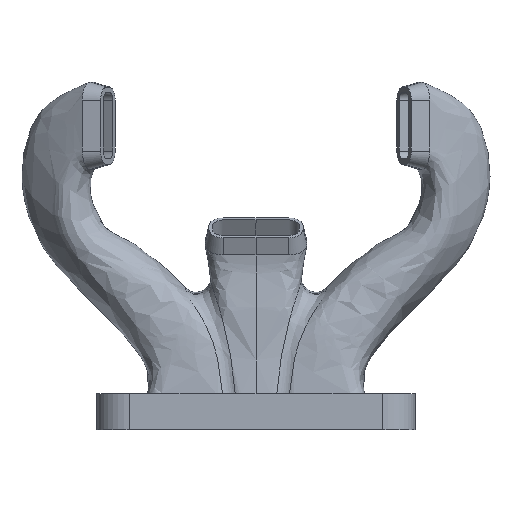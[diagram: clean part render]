
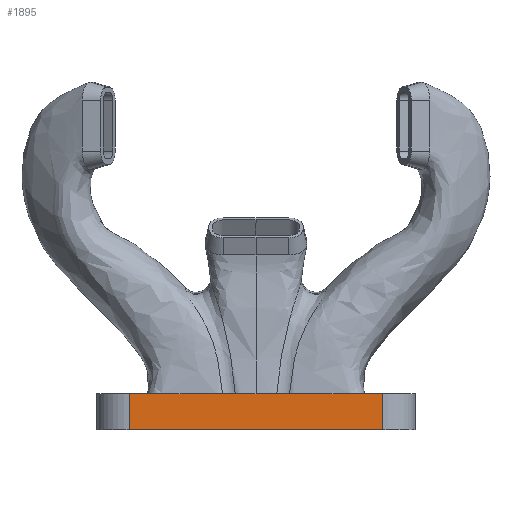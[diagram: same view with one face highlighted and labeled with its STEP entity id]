
A CAD part, front view. The second image highlights one B-rep face of the part: STEP entity #1895.
In plain terms, the highlighted planar face has unit normal (0, -1, 0).
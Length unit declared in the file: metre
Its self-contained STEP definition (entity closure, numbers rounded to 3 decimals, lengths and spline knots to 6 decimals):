
#62=LINE('',#3411,#186);
#68=LINE('',#3814,#192);
#69=LINE('',#3816,#193);
#70=LINE('',#3823,#194);
#71=LINE('',#3835,#195);
#72=LINE('',#3842,#196);
#73=LINE('',#3844,#197);
#186=VECTOR('',#2093,1.);
#192=VECTOR('',#2109,1.);
#193=VECTOR('',#2110,1.);
#194=VECTOR('',#2111,1.);
#195=VECTOR('',#2112,1.);
#196=VECTOR('',#2113,1.);
#197=VECTOR('',#2114,1.);
#336=ORIENTED_EDGE('',*,*,#925,.T.);
#337=ORIENTED_EDGE('',*,*,#936,.F.);
#338=ORIENTED_EDGE('',*,*,#937,.T.);
#339=ORIENTED_EDGE('',*,*,#938,.T.);
#340=ORIENTED_EDGE('',*,*,#939,.T.);
#341=ORIENTED_EDGE('',*,*,#940,.T.);
#342=ORIENTED_EDGE('',*,*,#941,.F.);
#343=ORIENTED_EDGE('',*,*,#942,.F.);
#344=ORIENTED_EDGE('',*,*,#943,.F.);
#345=ORIENTED_EDGE('',*,*,#944,.F.);
#346=ORIENTED_EDGE('',*,*,#945,.T.);
#925=EDGE_CURVE('',#1226,#1224,#62,.T.);
#936=EDGE_CURVE('',#1236,#1224,#68,.T.);
#937=EDGE_CURVE('',#1236,#1237,#69,.T.);
#938=EDGE_CURVE('',#1237,#1238,#1428,.F.);
#939=EDGE_CURVE('',#1238,#1239,#70,.T.);
#940=EDGE_CURVE('',#1239,#1240,#1429,.F.);
#941=EDGE_CURVE('',#1241,#1240,#1430,.F.);
#942=EDGE_CURVE('',#1242,#1241,#71,.T.);
#943=EDGE_CURVE('',#1243,#1242,#1431,.F.);
#944=EDGE_CURVE('',#1244,#1243,#72,.T.);
#945=EDGE_CURVE('',#1244,#1226,#73,.T.);
#1224=VERTEX_POINT('',#3409);
#1226=VERTEX_POINT('',#3412);
#1236=VERTEX_POINT('',#3815);
#1237=VERTEX_POINT('',#3817);
#1238=VERTEX_POINT('',#3822);
#1239=VERTEX_POINT('',#3824);
#1240=VERTEX_POINT('',#3829);
#1241=VERTEX_POINT('',#3834);
#1242=VERTEX_POINT('',#3836);
#1243=VERTEX_POINT('',#3841);
#1244=VERTEX_POINT('',#3843);
#1428=B_SPLINE_CURVE_WITH_KNOTS('',3,(#3818,#3819,#3820,#3821),
 .UNSPECIFIED.,.F.,.F.,(4,4),(0.,1.),.UNSPECIFIED.);
#1429=B_SPLINE_CURVE_WITH_KNOTS('',3,(#3825,#3826,#3827,#3828),
 .UNSPECIFIED.,.F.,.F.,(4,4),(0.,1.),.UNSPECIFIED.);
#1430=B_SPLINE_CURVE_WITH_KNOTS('',3,(#3830,#3831,#3832,#3833),
 .UNSPECIFIED.,.F.,.F.,(4,4),(0.,1.),.UNSPECIFIED.);
#1431=B_SPLINE_CURVE_WITH_KNOTS('',3,(#3837,#3838,#3839,#3840),
 .UNSPECIFIED.,.F.,.F.,(4,4),(0.,1.),.UNSPECIFIED.);
#1596=EDGE_LOOP('',(#336,#337,#338,#339,#340,#341,#342,#343,#344,#345,#346));
#1720=FACE_BOUND('',#1596,.T.);
#1839=PLANE('',#2020);
#1895=ADVANCED_FACE('',(#1720),#1839,.F.);
#2020=AXIS2_PLACEMENT_3D('',#3813,#2107,#2108);
#2093=DIRECTION('',(1.,0.,0.));
#2107=DIRECTION('',(0.,1.,0.));
#2108=DIRECTION('',(0.,0.,1.));
#2109=DIRECTION('',(0.,0.,-1.));
#2110=DIRECTION('',(-1.,0.,0.));
#2111=DIRECTION('',(-1.,0.,0.));
#2112=DIRECTION('',(1.,0.,0.));
#2113=DIRECTION('',(1.,0.,0.));
#2114=DIRECTION('',(0.,0.,-1.));
#3409=CARTESIAN_POINT('',(0.0175,-0.007,0.));
#3411=CARTESIAN_POINT('',(-0.01625,-0.007,0.));
#3412=CARTESIAN_POINT('',(-0.0175,-0.007,0.));
#3813=CARTESIAN_POINT('',(-0.01625,-0.007,0.005));
#3814=CARTESIAN_POINT('',(0.0175,-0.007,0.005));
#3815=CARTESIAN_POINT('',(0.0175,-0.007,0.005));
#3816=CARTESIAN_POINT('',(0.01625,-0.007,0.005));
#3817=CARTESIAN_POINT('',(0.013,-0.007,0.005));
#3818=CARTESIAN_POINT('',(0.0055,-0.007,0.005));
#3819=CARTESIAN_POINT('',(0.008,-0.007,0.005));
#3820=CARTESIAN_POINT('',(0.0105,-0.007,0.005));
#3821=CARTESIAN_POINT('',(0.013,-0.007,0.005));
#3822=CARTESIAN_POINT('',(0.0055,-0.007,0.005));
#3823=CARTESIAN_POINT('',(0.01625,-0.007,0.005));
#3824=CARTESIAN_POINT('',(0.002,-0.007,0.005));
#3825=CARTESIAN_POINT('',(0.,-0.007,0.005));
#3826=CARTESIAN_POINT('',(0.000667,-0.007,0.005));
#3827=CARTESIAN_POINT('',(0.001333,-0.007,0.005));
#3828=CARTESIAN_POINT('',(0.002,-0.007,0.005));
#3829=CARTESIAN_POINT('',(0.,-0.007,0.005));
#3830=CARTESIAN_POINT('',(0.,-0.007,0.005));
#3831=CARTESIAN_POINT('',(-0.000667,-0.007,0.005));
#3832=CARTESIAN_POINT('',(-0.001333,-0.007,0.005));
#3833=CARTESIAN_POINT('',(-0.002,-0.007,0.005));
#3834=CARTESIAN_POINT('',(-0.002,-0.007,0.005));
#3835=CARTESIAN_POINT('',(-0.01625,-0.007,0.005));
#3836=CARTESIAN_POINT('',(-0.0055,-0.007,0.005));
#3837=CARTESIAN_POINT('',(-0.0055,-0.007,0.005));
#3838=CARTESIAN_POINT('',(-0.008,-0.007,0.005));
#3839=CARTESIAN_POINT('',(-0.0105,-0.007,0.005));
#3840=CARTESIAN_POINT('',(-0.013,-0.007,0.005));
#3841=CARTESIAN_POINT('',(-0.013,-0.007,0.005));
#3842=CARTESIAN_POINT('',(-0.01625,-0.007,0.005));
#3843=CARTESIAN_POINT('',(-0.0175,-0.007,0.005));
#3844=CARTESIAN_POINT('',(-0.0175,-0.007,0.005));
